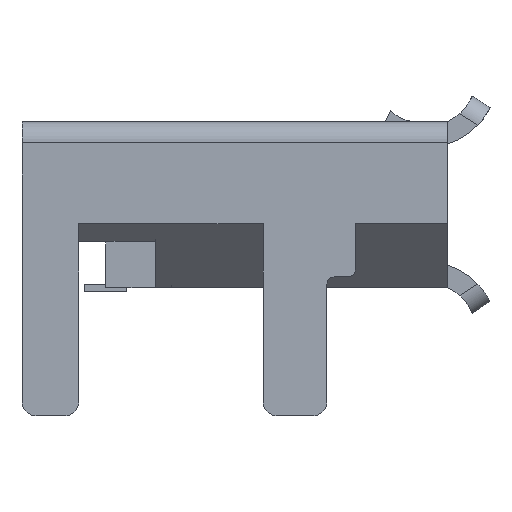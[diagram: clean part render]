
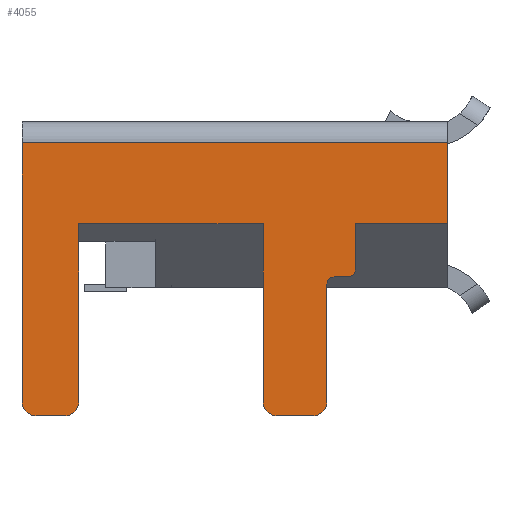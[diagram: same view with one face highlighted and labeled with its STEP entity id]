
A CAD part, left-side view. The second image highlights one B-rep face of the part: STEP entity #4055.
In plain terms, the highlighted planar face has unit normal (-1, 0, 0).
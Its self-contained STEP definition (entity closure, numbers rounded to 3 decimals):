
#259=FACE_OUTER_BOUND('',#479,.T.);
#479=EDGE_LOOP('',(#3451,#3452,#3453,#3454,#3455,#3456,#3457,#3458,#3459,
#3460,#3461,#3462,#3463,#3464,#3465,#3466,#3467,#3468));
#622=CIRCLE('',#4328,0.2);
#623=CIRCLE('',#4331,0.2);
#624=CIRCLE('',#4335,0.2);
#626=CIRCLE('',#4339,0.2);
#628=CIRCLE('',#4343,0.1);
#630=CIRCLE('',#4347,0.1);
#773=LINE('',#5912,#1243);
#899=LINE('',#6238,#1369);
#941=LINE('',#6323,#1411);
#944=LINE('',#6331,#1414);
#947=LINE('',#6340,#1417);
#953=LINE('',#6352,#1423);
#955=LINE('',#6361,#1425);
#959=LINE('',#6373,#1429);
#963=LINE('',#6385,#1433);
#967=LINE('',#6395,#1437);
#968=LINE('',#6396,#1438);
#998=LINE('',#6481,#1468);
#1243=VECTOR('',#4726,10.);
#1369=VECTOR('',#5012,10.);
#1411=VECTOR('',#5128,10.);
#1414=VECTOR('',#5137,10.);
#1417=VECTOR('',#5146,10.);
#1423=VECTOR('',#5154,10.);
#1425=VECTOR('',#5164,10.);
#1429=VECTOR('',#5176,10.);
#1433=VECTOR('',#5188,10.);
#1437=VECTOR('',#5202,10.);
#1438=VECTOR('',#5203,10.);
#1468=VECTOR('',#5293,10.);
#1722=VERTEX_POINT('',#5909);
#1723=VERTEX_POINT('',#5911);
#1842=VERTEX_POINT('',#6235);
#1843=VERTEX_POINT('',#6237);
#1848=VERTEX_POINT('',#6320);
#1849=VERTEX_POINT('',#6322);
#1850=VERTEX_POINT('',#6326);
#1851=VERTEX_POINT('',#6330);
#1852=VERTEX_POINT('',#6336);
#1854=VERTEX_POINT('',#6339);
#1857=VERTEX_POINT('',#6346);
#1859=VERTEX_POINT('',#6350);
#1860=VERTEX_POINT('',#6354);
#1862=VERTEX_POINT('',#6360);
#1864=VERTEX_POINT('',#6366);
#1866=VERTEX_POINT('',#6372);
#1868=VERTEX_POINT('',#6378);
#1870=VERTEX_POINT('',#6384);
#2141=EDGE_CURVE('',#1722,#1723,#773,.T.);
#2306=EDGE_CURVE('',#1843,#1842,#899,.T.);
#2350=EDGE_CURVE('',#1848,#1849,#941,.T.);
#2352=EDGE_CURVE('',#1850,#1722,#622,.T.);
#2354=EDGE_CURVE('',#1851,#1850,#944,.T.);
#2356=EDGE_CURVE('',#1849,#1851,#623,.T.);
#2358=EDGE_CURVE('',#1852,#1854,#947,.T.);
#2364=EDGE_CURVE('',#1859,#1857,#953,.T.);
#2365=EDGE_CURVE('',#1860,#1859,#624,.T.);
#2368=EDGE_CURVE('',#1862,#1860,#955,.T.);
#2371=EDGE_CURVE('',#1864,#1862,#626,.T.);
#2374=EDGE_CURVE('',#1866,#1864,#959,.T.);
#2377=EDGE_CURVE('',#1868,#1866,#628,.T.);
#2380=EDGE_CURVE('',#1870,#1868,#963,.T.);
#2383=EDGE_CURVE('',#1854,#1870,#630,.T.);
#2386=EDGE_CURVE('',#1852,#1843,#967,.T.);
#2387=EDGE_CURVE('',#1848,#1857,#968,.T.);
#2430=EDGE_CURVE('',#1723,#1842,#998,.T.);
#3451=ORIENTED_EDGE('',*,*,#2387,.T.);
#3452=ORIENTED_EDGE('',*,*,#2364,.F.);
#3453=ORIENTED_EDGE('',*,*,#2365,.F.);
#3454=ORIENTED_EDGE('',*,*,#2368,.F.);
#3455=ORIENTED_EDGE('',*,*,#2371,.F.);
#3456=ORIENTED_EDGE('',*,*,#2374,.F.);
#3457=ORIENTED_EDGE('',*,*,#2377,.F.);
#3458=ORIENTED_EDGE('',*,*,#2380,.F.);
#3459=ORIENTED_EDGE('',*,*,#2383,.F.);
#3460=ORIENTED_EDGE('',*,*,#2358,.F.);
#3461=ORIENTED_EDGE('',*,*,#2386,.T.);
#3462=ORIENTED_EDGE('',*,*,#2306,.T.);
#3463=ORIENTED_EDGE('',*,*,#2430,.F.);
#3464=ORIENTED_EDGE('',*,*,#2141,.F.);
#3465=ORIENTED_EDGE('',*,*,#2352,.F.);
#3466=ORIENTED_EDGE('',*,*,#2354,.F.);
#3467=ORIENTED_EDGE('',*,*,#2356,.F.);
#3468=ORIENTED_EDGE('',*,*,#2350,.F.);
#3850=PLANE('',#4402);
#4055=ADVANCED_FACE('',(#259),#3850,.T.);
#4328=AXIS2_PLACEMENT_3D('',#6327,#5132,#5133);
#4331=AXIS2_PLACEMENT_3D('',#6334,#5141,#5142);
#4335=AXIS2_PLACEMENT_3D('',#6355,#5157,#5158);
#4339=AXIS2_PLACEMENT_3D('',#6367,#5169,#5170);
#4343=AXIS2_PLACEMENT_3D('',#6379,#5181,#5182);
#4347=AXIS2_PLACEMENT_3D('',#6390,#5193,#5194);
#4402=AXIS2_PLACEMENT_3D('',#6611,#5348,#5349);
#4726=DIRECTION('',(0.,0.,1.));
#5012=DIRECTION('',(0.,0.,1.));
#5128=DIRECTION('',(0.,0.,-1.));
#5132=DIRECTION('center_axis',(1.,0.,0.));
#5133=DIRECTION('ref_axis',(0.,0.,-1.));
#5137=DIRECTION('',(0.,1.,0.));
#5141=DIRECTION('center_axis',(1.,0.,0.));
#5142=DIRECTION('ref_axis',(0.,-1.,0.));
#5146=DIRECTION('',(0.,0.,-1.));
#5154=DIRECTION('',(0.,0.,1.));
#5157=DIRECTION('center_axis',(1.,0.,0.));
#5158=DIRECTION('ref_axis',(0.,0.,-1.));
#5164=DIRECTION('',(0.,1.,0.));
#5169=DIRECTION('center_axis',(1.,0.,0.));
#5170=DIRECTION('ref_axis',(0.,-1.,0.));
#5176=DIRECTION('',(0.,0.,-1.));
#5181=DIRECTION('center_axis',(-1.,0.,0.));
#5182=DIRECTION('ref_axis',(0.,1.,0.));
#5188=DIRECTION('',(0.,1.,0.));
#5193=DIRECTION('center_axis',(1.,0.,0.));
#5194=DIRECTION('ref_axis',(0.,-1.,0.));
#5202=DIRECTION('',(0.,-1.,0.));
#5203=DIRECTION('',(0.,-1.,0.));
#5293=DIRECTION('',(0.,-1.,0.));
#5348=DIRECTION('center_axis',(-1.,0.,0.));
#5349=DIRECTION('ref_axis',(0.,-1.,0.));
#5909=CARTESIAN_POINT('',(0.,6.6,-1.61));
#5911=CARTESIAN_POINT('',(0.,6.6,2.04));
#5912=CARTESIAN_POINT('',(0.,6.6,0.));
#6235=CARTESIAN_POINT('',(0.,0.6,2.04));
#6237=CARTESIAN_POINT('',(0.,0.6,0.9));
#6238=CARTESIAN_POINT('',(0.,0.6,0.));
#6320=CARTESIAN_POINT('',(0.,5.8,0.9));
#6322=CARTESIAN_POINT('',(0.,5.8,-1.61));
#6323=CARTESIAN_POINT('',(0.,5.8,-1.033));
#6326=CARTESIAN_POINT('',(0.,6.4,-1.81));
#6327=CARTESIAN_POINT('Origin',(0.,6.4,-1.61));
#6330=CARTESIAN_POINT('',(0.,6.,-1.81));
#6331=CARTESIAN_POINT('',(0.,5.325,-1.81));
#6334=CARTESIAN_POINT('Origin',(0.,6.,-1.61));
#6336=CARTESIAN_POINT('',(0.,1.9,0.9));
#6339=CARTESIAN_POINT('',(0.,1.9,0.25));
#6340=CARTESIAN_POINT('',(0.,1.9,-0.103));
#6346=CARTESIAN_POINT('',(0.,3.2,0.9));
#6350=CARTESIAN_POINT('',(0.,3.2,-1.61));
#6352=CARTESIAN_POINT('',(0.,3.2,0.222));
#6354=CARTESIAN_POINT('',(0.,3.,-1.81));
#6355=CARTESIAN_POINT('Origin',(0.,3.,-1.61));
#6360=CARTESIAN_POINT('',(0.,2.5,-1.81));
#6361=CARTESIAN_POINT('',(0.,3.625,-1.81));
#6366=CARTESIAN_POINT('',(0.,2.3,-1.61));
#6367=CARTESIAN_POINT('Origin',(0.,2.5,-1.61));
#6372=CARTESIAN_POINT('',(0.,2.3,0.05));
#6373=CARTESIAN_POINT('',(0.,2.3,-1.033));
#6378=CARTESIAN_POINT('',(0.,2.2,0.15));
#6379=CARTESIAN_POINT('Origin',(0.,2.2,0.05));
#6384=CARTESIAN_POINT('',(0.,2.,0.15));
#6385=CARTESIAN_POINT('',(0.,3.225,0.15));
#6390=CARTESIAN_POINT('Origin',(0.,2.,0.25));
#6395=CARTESIAN_POINT('',(0.,3.6,0.9));
#6396=CARTESIAN_POINT('',(0.,3.6,0.9));
#6481=CARTESIAN_POINT('',(0.,5.1,2.04));
#6611=CARTESIAN_POINT('Origin',(0.,6.6,0.));
